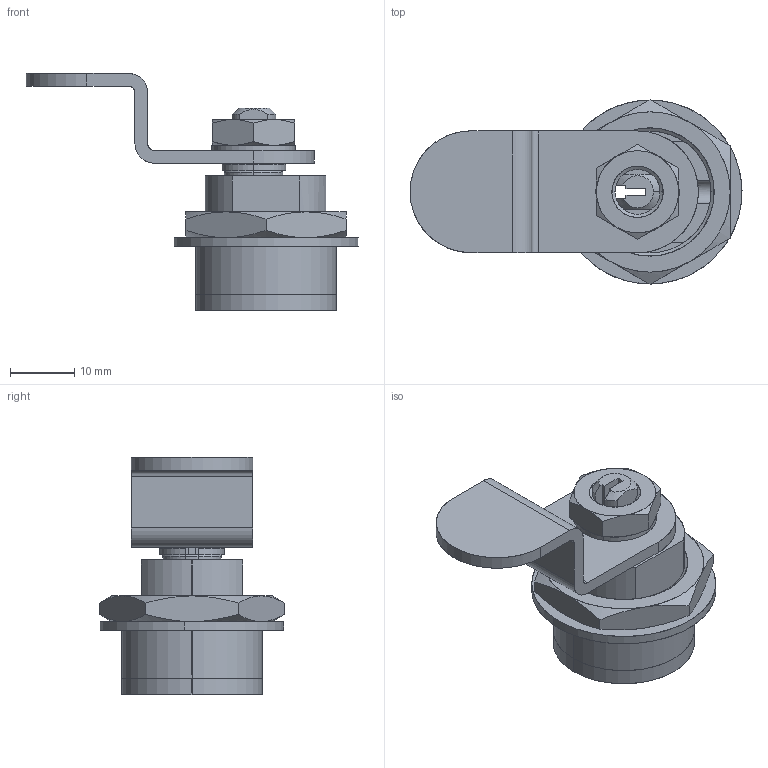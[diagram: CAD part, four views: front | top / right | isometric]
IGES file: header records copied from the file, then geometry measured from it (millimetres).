
Start section: SolidWorks IGES file using analytic representation for surfaces
Global section: file name: C49 KC-212 CAM LOCK_1.IGS; native system: SolidWorks 2011; preprocessor: SolidWorks 2011; author: KJR27; date: 130116.104610; units: millimetre
Bounding box: 51.8 x 28.87 x 37 mm (x, y, z)
Surface area: 10105.6 mm2 (no closed solid volume)
Topology: 0 solids, 0 shells, 297 faces, 3341 edges, 3335 vertices
Faces by surface type: revolution 173, bspline 124
